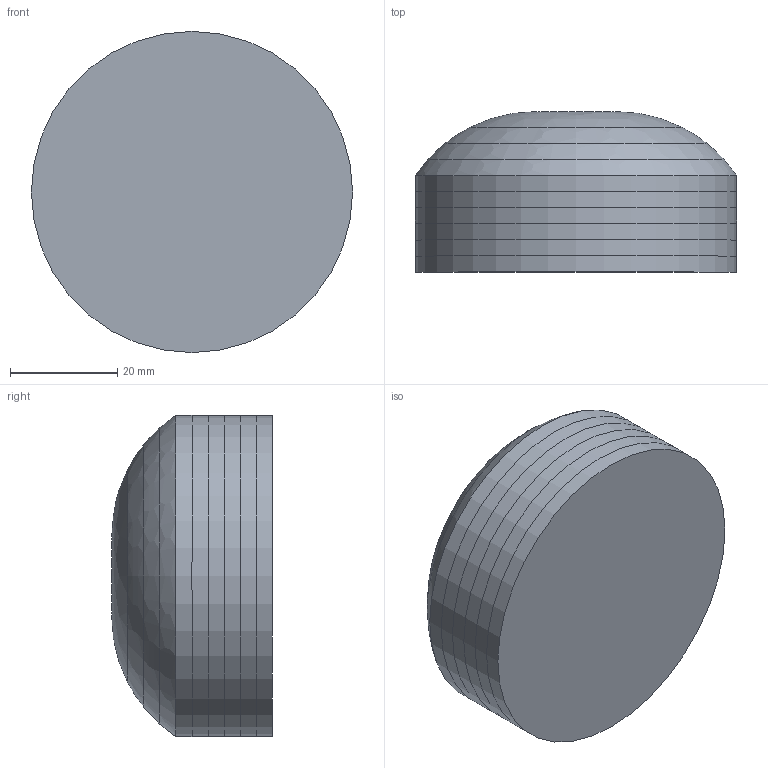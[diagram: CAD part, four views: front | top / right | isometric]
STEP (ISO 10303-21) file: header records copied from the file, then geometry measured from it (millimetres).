
FILE_DESCRIPTION(/* description */ (''),/* implementation_level */ '2;1');
FILE_NAME(/* name */ '_asm1.prt.stp',/* time_stamp */ '2021-01-04T15:42:58+08:00',/* author */ (''),/* organization */ (''),/* preprocessor_version */ 'ST-DEVELOPER v16.7',/* originating_system */ 'SIEMENS PLM Software NX 12.0',/* authorisation */ '');
FILE_SCHEMA (('AUTOMOTIVE_DESIGN { 1 0 10303 214 3 1 1 1 }'));
Length unit declared in the file: millimetre
Products named in the file (6): _model2; _model5; _model4; _model3; _model1; _asm1
Assembly tree (15 placements, depth 2):
  _asm1
    _model1
    _model3
    _model4
    _model5
    _model2  x11
Bounding box: 60 x 30 x 60 mm (x, y, z)
Surface area: 85788.1 mm2
Topology: 15 solids, 15 shells, 45 faces, 45 edges, 30 vertices
Faces by surface type: plane 30, cylinder 11, bspline 4
Full cylindrical faces by diameter (mm): 60 x11
Entity records: 572 total; most frequent: CARTESIAN_POINT 159, DIRECTION 74, AXIS2_PLACEMENT_3D 37, PRODUCT_DEFINITION_SHAPE 21, EDGE_LOOP 20, ORIENTED_EDGE 20, CONTEXT_DEPENDENT_SHAPE_REPRESENTATION 15, NEXT_ASSEMBLY_USAGE_OCCURRENCE 15
